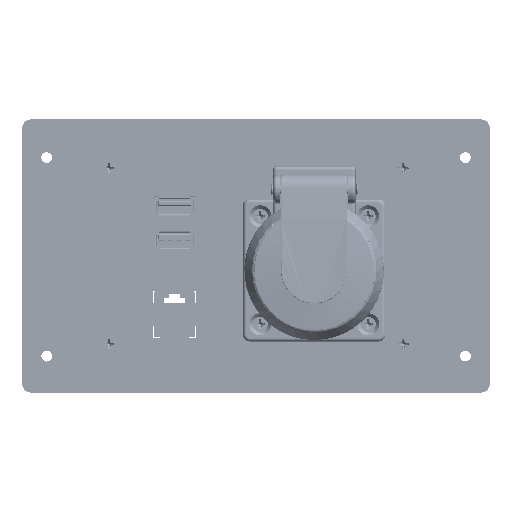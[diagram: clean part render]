
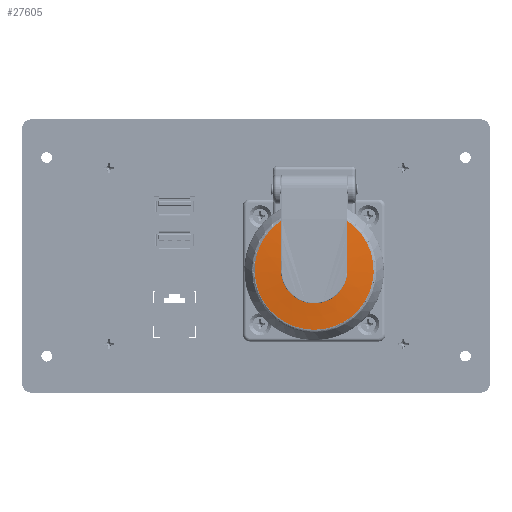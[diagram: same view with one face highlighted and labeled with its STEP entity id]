
A CAD part, top view. The second image highlights one B-rep face of the part: STEP entity #27605.
In plain terms, the highlighted conical face has half-angle 85 degrees and reference radius 11430.1 mm.
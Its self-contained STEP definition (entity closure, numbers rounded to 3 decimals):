
#402 = ORIENTED_EDGE ( 'NONE', *, *, #26950, .T. ) ;
#1495 = CARTESIAN_POINT ( 'NONE',  ( -11.589, -11.722, 4.722 ) ) ;
#6436 = AXIS2_PLACEMENT_3D ( 'NONE', #13433, #76143, #35098 ) ;
#7234 = DIRECTION ( 'NONE',  ( -1., 0., 0. ) ) ;
#8425 = VERTEX_POINT ( 'NONE', #58341 ) ;
#8427 = CARTESIAN_POINT ( 'NONE',  ( 0., 0., 4.312 ) ) ;
#8935 = VERTEX_POINT ( 'NONE', #53158 ) ;
#8937 = EDGE_CURVE ( 'NONE', #8935, #48933, #41320, .T. ) ;
#12623 = VERTEX_POINT ( 'NONE', #91061 ) ;
#12987 = CARTESIAN_POINT ( 'NONE',  ( 0.09, 11.722, 5.124 ) ) ;
#13433 = CARTESIAN_POINT ( 'NONE',  ( 0., 0., 5.124 ) ) ;
#13834 = CIRCLE ( 'NONE', #78582, 20.997 ) ;
#15817 = ORIENTED_EDGE ( 'NONE', *, *, #76637, .T. ) ;
#16789 = FACE_OUTER_BOUND ( 'NONE', #52052, .T. ) ;
#20045 = ORIENTED_EDGE ( 'NONE', *, *, #8937, .T. ) ;
#21696 = CARTESIAN_POINT ( 'NONE',  ( 0., 0., 6.149 ) ) ;
#22417 = CARTESIAN_POINT ( 'NONE',  ( 0.09, -11.722, 5.124 ) ) ;
#26661 = DIRECTION ( 'NONE',  ( 0.008, -0.996, -0.087 ) ) ;
#26950 = EDGE_CURVE ( 'NONE', #8425, #45983, #83773, .T. ) ;
#27605 = ADVANCED_FACE ( 'NONE', ( #16789 ), #71855, .T. ) ;
#28422 = DIRECTION ( 'NONE',  ( 0., 0., -1. ) ) ;
#29595 = CARTESIAN_POINT ( 'NONE',  ( -17.42, -11.722, 4.312 ) ) ;
#29813 = CARTESIAN_POINT ( 'NONE',  ( 0.09, 11.722, 5.124 ) ) ;
#30087 = DIRECTION ( 'NONE',  ( 1., 0., 0. ) ) ;
#31035 = CARTESIAN_POINT ( 'NONE',  ( -14.505, 11.722, 4.524 ) ) ;
#31485 = CARTESIAN_POINT ( 'NONE',  ( -5.754, 11.722, 5.025 ) ) ;
#32007 = CARTESIAN_POINT ( 'NONE',  ( 0., 0., -993.851 ) ) ;
#32414 = CARTESIAN_POINT ( 'NONE',  ( -17.42, 11.722, 4.312 ) ) ;
#33799 = CARTESIAN_POINT ( 'NONE',  ( 0.09, -11.722, 5.124 ) ) ;
#33879 = CIRCLE ( 'NONE', #72136, 11.722 ) ;
#34191 = CARTESIAN_POINT ( 'NONE',  ( -2.834, 11.722, 5.126 ) ) ;
#35098 = DIRECTION ( 'NONE',  ( -1., 0., 0. ) ) ;
#36059 = CARTESIAN_POINT ( 'NONE',  ( -5.754, -11.722, 5.025 ) ) ;
#36089 = DIRECTION ( 'NONE',  ( 0., 0., 1. ) ) ;
#36539 = AXIS2_PLACEMENT_3D ( 'NONE', #32007, #60101, #60996 ) ;
#38399 = VECTOR ( 'NONE', #57172, 1000. ) ;
#38673 = EDGE_CURVE ( 'NONE', #45983, #53896, #84090, .T. ) ;
#41320 = B_SPLINE_CURVE_WITH_KNOTS ( 'NONE', 3,
 ( #32414, #31035, #52260, #31485, #34191, #12987 ),
 .UNSPECIFIED., .F., .F.,
 ( 4, 2, 4 ),
 ( 0.024, 0.032, 0.041 ),
 .UNSPECIFIED. ) ;
#42998 = CARTESIAN_POINT ( 'NONE',  ( -14.505, -11.722, 4.524 ) ) ;
#43285 = ORIENTED_EDGE ( 'NONE', *, *, #38673, .T. ) ;
#45983 = VERTEX_POINT ( 'NONE', #22417 ) ;
#48933 = VERTEX_POINT ( 'NONE', #67844 ) ;
#49122 = CIRCLE ( 'NONE', #6436, 11.722 ) ;
#50966 = ORIENTED_EDGE ( 'NONE', *, *, #89416, .T. ) ;
#52052 = EDGE_LOOP ( 'NONE', ( #43285, #79268, #20045, #50966, #58307, #15817, #402 ) ) ;
#52260 = CARTESIAN_POINT ( 'NONE',  ( -11.589, 11.722, 4.722 ) ) ;
#53158 = CARTESIAN_POINT ( 'NONE',  ( -17.42, 11.722, 4.312 ) ) ;
#53896 = VERTEX_POINT ( 'NONE', #75002 ) ;
#57172 = DIRECTION ( 'NONE',  ( -0.008, -0.996, 0.087 ) ) ;
#58307 = ORIENTED_EDGE ( 'NONE', *, *, #70561, .T. ) ;
#58341 = CARTESIAN_POINT ( 'NONE',  ( 0.09, -11.722, 5.124 ) ) ;
#60101 = DIRECTION ( 'NONE',  ( 0., 0., -1. ) ) ;
#60996 = DIRECTION ( 'NONE',  ( -1., 0., 0. ) ) ;
#61556 = VERTEX_POINT ( 'NONE', #29813 ) ;
#63905 = CARTESIAN_POINT ( 'NONE',  ( 0., 0., 6.149 ) ) ;
#67844 = CARTESIAN_POINT ( 'NONE',  ( 0.09, 11.722, 5.124 ) ) ;
#70528 = LINE ( 'NONE', #21696, #38399 ) ;
#70561 = EDGE_CURVE ( 'NONE', #61556, #12623, #33879, .T. ) ;
#71616 = VECTOR ( 'NONE', #26661, 1000. ) ;
#71855 = CONICAL_SURFACE ( 'NONE', #36539, 11430.052, 1.484 ) ;
#72136 = AXIS2_PLACEMENT_3D ( 'NONE', #85090, #28422, #7234 ) ;
#75002 = CARTESIAN_POINT ( 'NONE',  ( -17.42, -11.722, 4.312 ) ) ;
#76143 = DIRECTION ( 'NONE',  ( 0., 0., -1. ) ) ;
#76186 = CARTESIAN_POINT ( 'NONE',  ( -2.834, -11.722, 5.126 ) ) ;
#76637 = EDGE_CURVE ( 'NONE', #12623, #8425, #49122, .T. ) ;
#77346 = EDGE_CURVE ( 'NONE', #53896, #8935, #13834, .T. ) ;
#78582 = AXIS2_PLACEMENT_3D ( 'NONE', #8427, #36089, #30087 ) ;
#79268 = ORIENTED_EDGE ( 'NONE', *, *, #77346, .T. ) ;
#83773 = LINE ( 'NONE', #63905, #71616 ) ;
#84090 = B_SPLINE_CURVE_WITH_KNOTS ( 'NONE', 3,
 ( #33799, #76186, #36059, #1495, #42998, #29595 ),
 .UNSPECIFIED., .F., .F.,
 ( 4, 2, 4 ),
 ( 0.043, 0.052, 0.061 ),
 .UNSPECIFIED. ) ;
#85090 = CARTESIAN_POINT ( 'NONE',  ( 0., 0., 5.124 ) ) ;
#89416 = EDGE_CURVE ( 'NONE', #48933, #61556, #70528, .T. ) ;
#91061 = CARTESIAN_POINT ( 'NONE',  ( 11.722, 0., 5.124 ) ) ;
